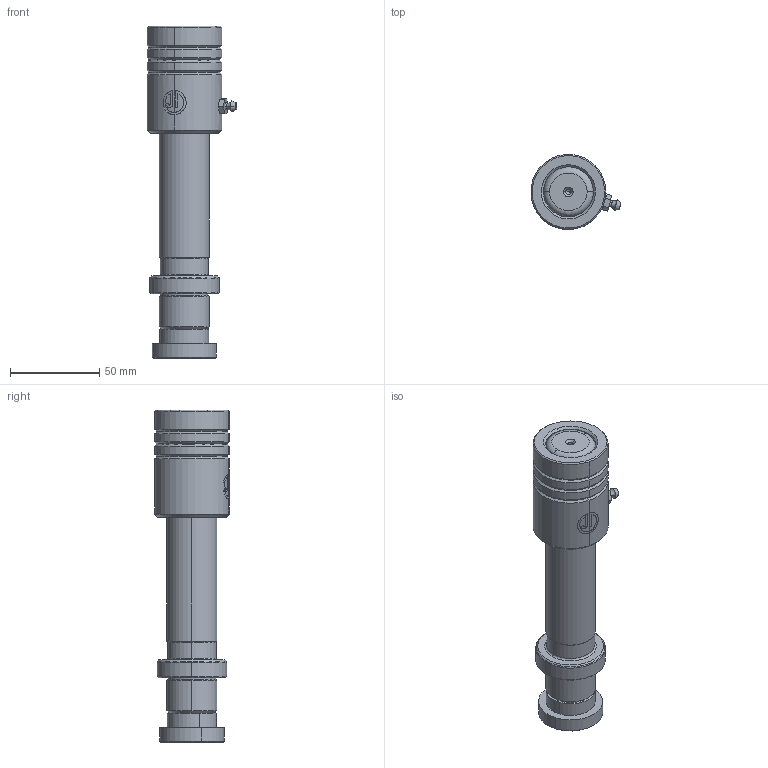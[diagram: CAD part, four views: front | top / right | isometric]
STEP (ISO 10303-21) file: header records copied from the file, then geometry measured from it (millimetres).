
FILE_DESCRIPTION (( 'STEP AP214' ), '1' );
FILE_NAME ('HRD-D28-L150(BL-60).STEP', '2021-09-27T09:13:02', ( '' ), ( '' ), 'SwSTEP 2.0', 'SolidWorks 2016', '' );
FILE_SCHEMA (( 'AUTOMOTIVE_DESIGN' ));
Length unit declared in the file: millimetre
Products named in the file (12): HRD-D28-L150(BL-60); TRP-D28-L150; TRP蹟簽D28; 蛁蚐郲; LXB-D42-d28-L60; LXB-D42-d28-L60郪蚾
Assembly tree (7 placements, depth 3):
  HRD-D28-L150(BL-60)
    LXB-D42-d28-L60郪蚾
      LXB-D42-d28-L60
  TRP-D28-L150
  TRP蹟簽D28
  蛁蚐郲
  HRD-D28-L150(BL-60)
    TRP-D28-L150
    TRP蹟簽D28
    LXB-D42-d28-L60郪蚾
      LXB-D42-d28-L60
      蛁蚐郲
Bounding box: 50.39 x 41.93 x 186 mm (x, y, z)
Volume: 161040.3 mm3; surface area: 37993.4 mm2
Topology: 4 solids, 4 shells, 159 faces, 353 edges, 210 vertices
Faces by surface type: cylinder 47, cone 42, torus 28, plane 28, bspline 14
Entity records: 8688 total; most frequent: CARTESIAN_POINT 4867, DIRECTION 777, ORIENTED_EDGE 694, EDGE_CURVE 347, AXIS2_PLACEMENT_3D 331, VERTEX_POINT 206, EDGE_LOOP 177, CIRCLE 171
